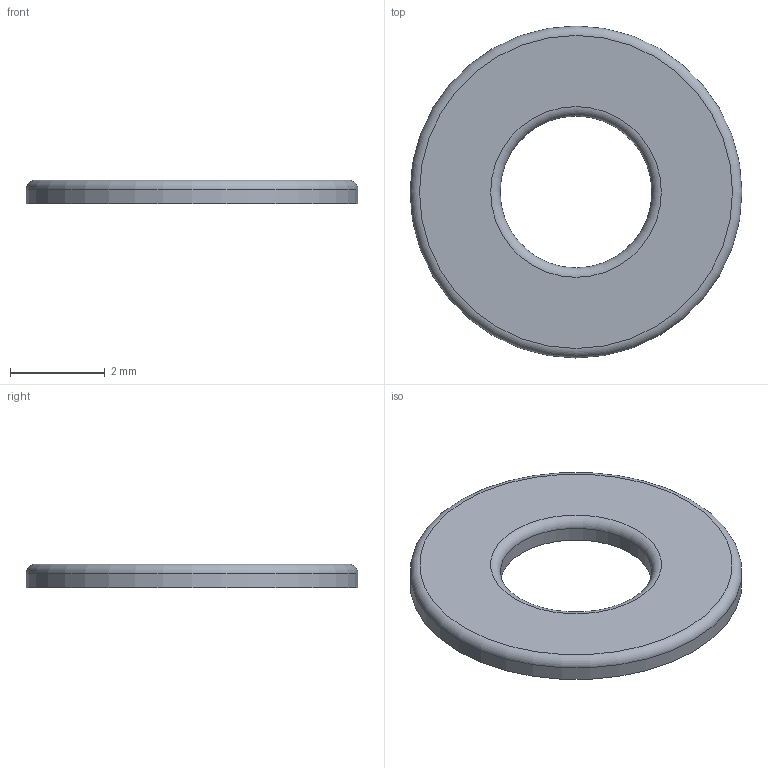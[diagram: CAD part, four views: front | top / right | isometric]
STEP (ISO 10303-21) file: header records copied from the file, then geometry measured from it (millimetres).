
FILE_DESCRIPTION(('FreeCAD Model'),'2;1');
FILE_NAME('flat_washer_M3x7.step', '2020-02-20T21:24:00',('Author'),(''), 'Open CASCADE STEP processor 7.3','FreeCAD','Unknown');
FILE_SCHEMA(('AUTOMOTIVE_DESIGN { 1 0 10303 214 1 1 1 1 }'));
Length unit declared in the file: millimetre
Products named in the file (1): ROSETTA_PIANA_2X
Bounding box: 7 x 7 x 0.5 mm (x, y, z)
Volume: 14.9 mm3; surface area: 74.2 mm2
Topology: 1 solids, 1 shells, 6 faces, 10 edges, 6 vertices
Faces by surface type: plane 2, torus 2, cylinder 2
Full cylindrical faces by diameter (mm): 3.2 x1, 7 x1
Entity records: 301 total; most frequent: DIRECTION 52, CARTESIAN_POINT 43, ORIENTED_EDGE 20, PCURVE 20, DEFINITIONAL_REPRESENTATION 20, LINE 18, VECTOR 18, AXIS2_PLACEMENT_3D 15
